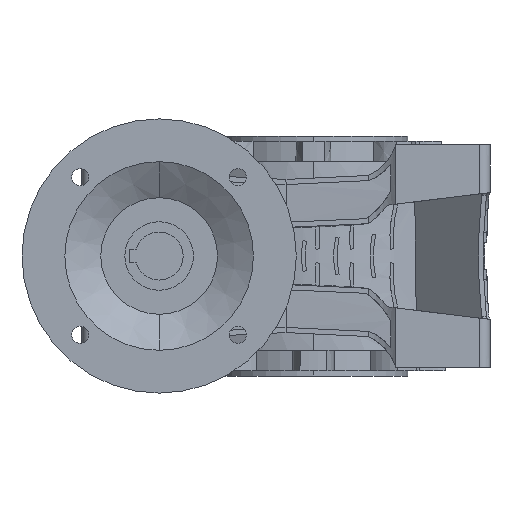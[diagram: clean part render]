
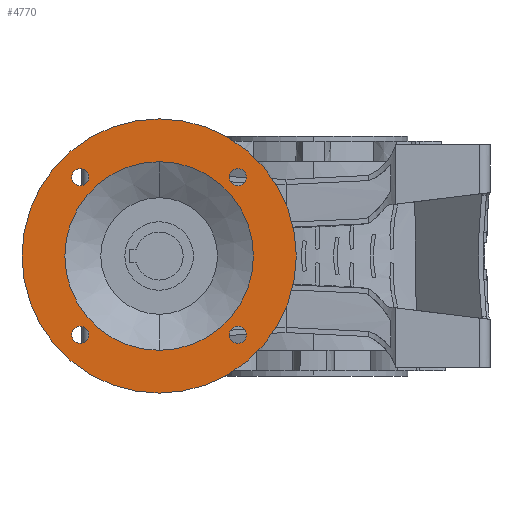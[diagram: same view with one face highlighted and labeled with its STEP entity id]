
A CAD part, left-side view. The second image highlights one B-rep face of the part: STEP entity #4770.
In plain terms, the highlighted planar face has unit normal (-1, 0, 0).
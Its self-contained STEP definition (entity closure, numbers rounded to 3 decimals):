
#4770 = ADVANCED_FACE ( 'NONE', ( #35171, #35175, #35170, #35172, #35173, #35176 ), #15874, .F. ) ;
#5562 = CARTESIAN_POINT ( 'NONE',  ( -21., 45.962, 45.962 ) ) ;
#5563 = DIRECTION ( 'NONE',  ( -1., 0., 0. ) ) ;
#5564 = DIRECTION ( 'NONE',  ( 0., 0., 1. ) ) ;
#5630 = CARTESIAN_POINT ( 'NONE',  ( -21., -45.962, 45.962 ) ) ;
#5631 = DIRECTION ( 'NONE',  ( -1., 0., 0. ) ) ;
#5632 = DIRECTION ( 'NONE',  ( 0., 0., 1. ) ) ;
#5674 = CARTESIAN_POINT ( 'NONE',  ( -21., -45.962, -45.962 ) ) ;
#5675 = DIRECTION ( 'NONE',  ( -1., 0., 0. ) ) ;
#5676 = DIRECTION ( 'NONE',  ( 0., 0., 1. ) ) ;
#5696 = CARTESIAN_POINT ( 'NONE',  ( -21., 45.962, -45.962 ) ) ;
#5697 = DIRECTION ( 'NONE',  ( -1., 0., 0. ) ) ;
#5698 = DIRECTION ( 'NONE',  ( 0., 0., 1. ) ) ;
#5735 = CARTESIAN_POINT ( 'NONE',  ( -21., 0., 0. ) ) ;
#5736 = DIRECTION ( 'NONE',  ( -1., 0., 0. ) ) ;
#5737 = DIRECTION ( 'NONE',  ( 0., 0., 1. ) ) ;
#5744 = CARTESIAN_POINT ( 'NONE',  ( -21., 0., 0. ) ) ;
#5745 = DIRECTION ( 'NONE',  ( -1., 0., 0. ) ) ;
#5746 = DIRECTION ( 'NONE',  ( 0., 0., 1. ) ) ;
#5790 = CARTESIAN_POINT ( 'NONE',  ( -21., 0., 0. ) ) ;
#5791 = DIRECTION ( 'NONE',  ( -1., 0., 0. ) ) ;
#5792 = DIRECTION ( 'NONE',  ( 0., 0., 1. ) ) ;
#5795 = CARTESIAN_POINT ( 'NONE',  ( -21., 45.962, -45.962 ) ) ;
#5796 = DIRECTION ( 'NONE',  ( -1., 0., 0. ) ) ;
#5797 = DIRECTION ( 'NONE',  ( 0., 0., 1. ) ) ;
#5839 = CARTESIAN_POINT ( 'NONE',  ( -21., -45.962, -45.962 ) ) ;
#5840 = DIRECTION ( 'NONE',  ( -1., 0., 0. ) ) ;
#5841 = DIRECTION ( 'NONE',  ( 0., 0., 1. ) ) ;
#5844 = CARTESIAN_POINT ( 'NONE',  ( -21., 0., 0. ) ) ;
#5845 = DIRECTION ( 'NONE',  ( -1., 0., 0. ) ) ;
#5846 = DIRECTION ( 'NONE',  ( 0., 0., 1. ) ) ;
#5854 = CARTESIAN_POINT ( 'NONE',  ( -21., -45.962, 45.962 ) ) ;
#5855 = DIRECTION ( 'NONE',  ( -1., 0., 0. ) ) ;
#5856 = DIRECTION ( 'NONE',  ( 0., 0., 1. ) ) ;
#5859 = CARTESIAN_POINT ( 'NONE',  ( -21., 45.962, 45.962 ) ) ;
#5860 = DIRECTION ( 'NONE',  ( -1., 0., 0. ) ) ;
#5861 = DIRECTION ( 'NONE',  ( 0., 0., 1. ) ) ;
#8743 = CIRCLE ( 'NONE', #18222, 5. ) ;
#8835 = CIRCLE ( 'NONE', #18230, 5. ) ;
#8899 = CIRCLE ( 'NONE', #18234, 5. ) ;
#8931 = CIRCLE ( 'NONE', #18236, 5. ) ;
#8981 = CIRCLE ( 'NONE', #18240, 80. ) ;
#8993 = CIRCLE ( 'NONE', #18241, 55. ) ;
#9056 = CIRCLE ( 'NONE', #18246, 55. ) ;
#9062 = CIRCLE ( 'NONE', #18247, 5. ) ;
#9097 = CIRCLE ( 'NONE', #18251, 5. ) ;
#9102 = CIRCLE ( 'NONE', #18252, 80. ) ;
#9113 = CIRCLE ( 'NONE', #18254, 5. ) ;
#9118 = CIRCLE ( 'NONE', #18255, 5. ) ;
#10017 = CARTESIAN_POINT ( 'NONE',  ( -21., -45.962, -40.962 ) ) ;
#10037 = CARTESIAN_POINT ( 'NONE',  ( -21., 45.962, -40.962 ) ) ;
#10050 = CARTESIAN_POINT ( 'NONE',  ( -21., -45.962, 50.962 ) ) ;
#10066 = CARTESIAN_POINT ( 'NONE',  ( -21., 45.962, 50.962 ) ) ;
#10068 = CARTESIAN_POINT ( 'NONE',  ( -21., 0., -55. ) ) ;
#10185 = CARTESIAN_POINT ( 'NONE',  ( -21., 45.962, 40.962 ) ) ;
#10187 = CARTESIAN_POINT ( 'NONE',  ( -21., 0., -80. ) ) ;
#10284 = CARTESIAN_POINT ( 'NONE',  ( -21., -45.962, -50.962 ) ) ;
#10292 = CARTESIAN_POINT ( 'NONE',  ( -21., 45.962, -50.962 ) ) ;
#10299 = CARTESIAN_POINT ( 'NONE',  ( -21., 0., 80. ) ) ;
#10305 = CARTESIAN_POINT ( 'NONE',  ( -21., -45.962, 40.962 ) ) ;
#10310 = CARTESIAN_POINT ( 'NONE',  ( -21., 0., 55. ) ) ;
#15872 = DIRECTION ( 'NONE',  ( 1., 0., 0. ) ) ;
#15874 = PLANE ( 'NONE',  #17963 ) ;
#15876 = CARTESIAN_POINT ( 'NONE',  ( -21., 55., 0. ) ) ;
#15877 = DIRECTION ( 'NONE',  ( 0., 0., -1. ) ) ;
#17963 = AXIS2_PLACEMENT_3D ( 'NONE', #15876, #15872, #15877 ) ;
#18222 = AXIS2_PLACEMENT_3D ( 'NONE', #5562, #5563, #5564 ) ;
#18230 = AXIS2_PLACEMENT_3D ( 'NONE', #5630, #5631, #5632 ) ;
#18234 = AXIS2_PLACEMENT_3D ( 'NONE', #5674, #5675, #5676 ) ;
#18236 = AXIS2_PLACEMENT_3D ( 'NONE', #5696, #5697, #5698 ) ;
#18240 = AXIS2_PLACEMENT_3D ( 'NONE', #5735, #5736, #5737 ) ;
#18241 = AXIS2_PLACEMENT_3D ( 'NONE', #5744, #5745, #5746 ) ;
#18246 = AXIS2_PLACEMENT_3D ( 'NONE', #5790, #5791, #5792 ) ;
#18247 = AXIS2_PLACEMENT_3D ( 'NONE', #5795, #5796, #5797 ) ;
#18251 = AXIS2_PLACEMENT_3D ( 'NONE', #5839, #5840, #5841 ) ;
#18252 = AXIS2_PLACEMENT_3D ( 'NONE', #5844, #5845, #5846 ) ;
#18254 = AXIS2_PLACEMENT_3D ( 'NONE', #5854, #5855, #5856 ) ;
#18255 = AXIS2_PLACEMENT_3D ( 'NONE', #5859, #5860, #5861 ) ;
#23538 = VERTEX_POINT ( 'NONE', #10017 ) ;
#23549 = VERTEX_POINT ( 'NONE', #10037 ) ;
#23556 = VERTEX_POINT ( 'NONE', #10050 ) ;
#23564 = VERTEX_POINT ( 'NONE', #10066 ) ;
#23565 = VERTEX_POINT ( 'NONE', #10068 ) ;
#23635 = VERTEX_POINT ( 'NONE', #10185 ) ;
#23637 = VERTEX_POINT ( 'NONE', #10187 ) ;
#23734 = VERTEX_POINT ( 'NONE', #10284 ) ;
#23742 = VERTEX_POINT ( 'NONE', #10292 ) ;
#23749 = VERTEX_POINT ( 'NONE', #10299 ) ;
#23755 = VERTEX_POINT ( 'NONE', #10305 ) ;
#23760 = VERTEX_POINT ( 'NONE', #10310 ) ;
#35170 = FACE_BOUND ( 'NONE', #47648, .T. ) ;
#35171 = FACE_BOUND ( 'NONE', #47668, .T. ) ;
#35172 = FACE_BOUND ( 'NONE', #47655, .T. ) ;
#35173 = FACE_BOUND ( 'NONE', #47794, .T. ) ;
#35175 = FACE_BOUND ( 'NONE', #47760, .T. ) ;
#35176 = FACE_OUTER_BOUND ( 'NONE', #47805, .T. ) ;
#47117 = ORIENTED_EDGE ( 'NONE', *, *, #49297, .T. ) ;
#47119 = ORIENTED_EDGE ( 'NONE', *, *, #49257, .T. ) ;
#47121 = ORIENTED_EDGE ( 'NONE', *, *, #49261, .F. ) ;
#47123 = ORIENTED_EDGE ( 'NONE', *, *, #49281, .F. ) ;
#47125 = ORIENTED_EDGE ( 'NONE', *, *, #49181, .F. ) ;
#47127 = ORIENTED_EDGE ( 'NONE', *, *, #49303, .F. ) ;
#47129 = ORIENTED_EDGE ( 'NONE', *, *, #49211, .F. ) ;
#47131 = ORIENTED_EDGE ( 'NONE', *, *, #49301, .F. ) ;
#47133 = ORIENTED_EDGE ( 'NONE', *, *, #49231, .F. ) ;
#47135 = ORIENTED_EDGE ( 'NONE', *, *, #49295, .F. ) ;
#47137 = ORIENTED_EDGE ( 'NONE', *, *, #49241, .F. ) ;
#47139 = ORIENTED_EDGE ( 'NONE', *, *, #49283, .F. ) ;
#47648 = EDGE_LOOP ( 'NONE', ( #47131, #47129 ) ) ;
#47655 = EDGE_LOOP ( 'NONE', ( #47127, #47125 ) ) ;
#47668 = EDGE_LOOP ( 'NONE', ( #47139, #47137 ) ) ;
#47760 = EDGE_LOOP ( 'NONE', ( #47135, #47133 ) ) ;
#47794 = EDGE_LOOP ( 'NONE', ( #47123, #47121 ) ) ;
#47805 = EDGE_LOOP ( 'NONE', ( #47119, #47117 ) ) ;
#49181 = EDGE_CURVE ( 'NONE', #23635, #23564, #8743, .T. ) ;
#49211 = EDGE_CURVE ( 'NONE', #23755, #23556, #8835, .T. ) ;
#49231 = EDGE_CURVE ( 'NONE', #23734, #23538, #8899, .T. ) ;
#49241 = EDGE_CURVE ( 'NONE', #23742, #23549, #8931, .T. ) ;
#49257 = EDGE_CURVE ( 'NONE', #23749, #23637, #8981, .T. ) ;
#49261 = EDGE_CURVE ( 'NONE', #23565, #23760, #8993, .T. ) ;
#49281 = EDGE_CURVE ( 'NONE', #23760, #23565, #9056, .T. ) ;
#49283 = EDGE_CURVE ( 'NONE', #23549, #23742, #9062, .T. ) ;
#49295 = EDGE_CURVE ( 'NONE', #23538, #23734, #9097, .T. ) ;
#49297 = EDGE_CURVE ( 'NONE', #23637, #23749, #9102, .T. ) ;
#49301 = EDGE_CURVE ( 'NONE', #23556, #23755, #9113, .T. ) ;
#49303 = EDGE_CURVE ( 'NONE', #23564, #23635, #9118, .T. ) ;
